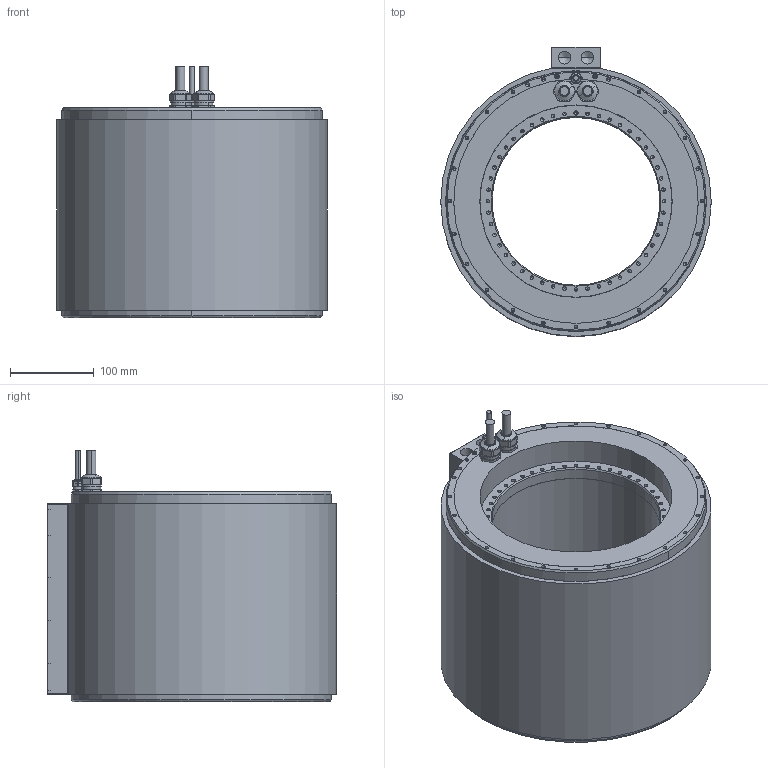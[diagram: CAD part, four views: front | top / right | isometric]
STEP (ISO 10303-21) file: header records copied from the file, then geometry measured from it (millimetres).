
FILE_DESCRIPTION((''),'2;1');
FILE_NAME('1220202-37_ASM','2018-10-29T',('CH52307'),(''),'PRO/ENGINEER BY PARAMETRIC TECHNOLOGY CORPORATION, 2014000','PRO/ENGINEER BY PARAMETRIC TECHNOLOGY CORPORATION, 2014000','');
FILE_SCHEMA(('CONFIG_CONTROL_DESIGN'));
Length unit declared in the file: millimetre
Products named in the file (3): PRT0001; PRT0002; 1220202-37_ASM
Assembly tree (2 placements, depth 2):
  1220202-37_ASM
    PRT0001
    PRT0002
Bounding box: 322 x 344.27 x 299.8 mm (x, y, z)
Volume: 12091689.5 mm3; surface area: 868352.6 mm2
Topology: 2 solids, 24 shells, 1233 faces, 2969 edges, 1704 vertices
Faces by surface type: cylinder 551, cone 358, plane 256, torus 64, sphere 4
Entity records: 38855 total; most frequent: DIRECTION 6474, CARTESIAN_POINT 5773, ORIENTED_EDGE 5350, EDGE_CURVE 2675, AXIS2_PLACEMENT_3D 2603, VERTEX_POINT 1704, EDGE_LOOP 1493, CIRCLE 1365
